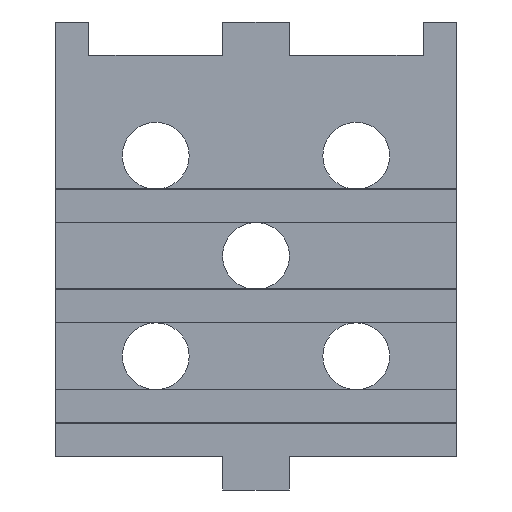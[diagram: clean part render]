
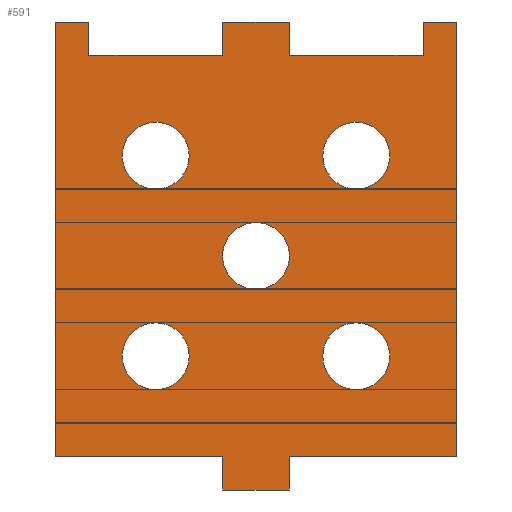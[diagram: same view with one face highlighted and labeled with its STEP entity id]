
A CAD part, front view. The second image highlights one B-rep face of the part: STEP entity #591.
In plain terms, the highlighted face is planar.
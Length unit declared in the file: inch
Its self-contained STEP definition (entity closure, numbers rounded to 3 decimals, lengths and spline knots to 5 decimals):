
#52=FACE_BOUND('',#129,.T.);
#53=FACE_BOUND('',#130,.T.);
#54=FACE_BOUND('',#131,.T.);
#55=FACE_BOUND('',#132,.T.);
#56=FACE_BOUND('',#133,.T.);
#58=CIRCLE('',#661,0.5);
#60=CIRCLE('',#664,0.5);
#62=CIRCLE('',#667,0.5);
#64=CIRCLE('',#670,0.5);
#66=CIRCLE('',#673,0.5);
#94=FACE_OUTER_BOUND('',#128,.T.);
#128=EDGE_LOOP('',(#500,#501,#502,#503,#504,#505,#506,#507,#508,#509,#510,
#511,#512,#513,#514,#515));
#129=EDGE_LOOP('',(#516));
#130=EDGE_LOOP('',(#517));
#131=EDGE_LOOP('',(#518));
#132=EDGE_LOOP('',(#519));
#133=EDGE_LOOP('',(#520));
#141=LINE('',#871,#206);
#146=LINE('',#880,#211);
#150=LINE('',#889,#215);
#153=LINE('',#895,#218);
#154=LINE('',#898,#219);
#162=LINE('',#934,#227);
#165=LINE('',#940,#230);
#168=LINE('',#946,#233);
#171=LINE('',#952,#236);
#174=LINE('',#958,#239);
#177=LINE('',#964,#242);
#180=LINE('',#970,#245);
#183=LINE('',#975,#248);
#187=LINE('',#982,#252);
#188=LINE('',#985,#253);
#191=LINE('',#990,#256);
#206=VECTOR('',#708,0.3937);
#211=VECTOR('',#715,0.3937);
#215=VECTOR('',#721,0.3937);
#218=VECTOR('',#726,0.3937);
#219=VECTOR('',#729,0.3937);
#227=VECTOR('',#769,0.3937);
#230=VECTOR('',#774,0.3937);
#233=VECTOR('',#779,0.3937);
#236=VECTOR('',#784,0.3937);
#239=VECTOR('',#789,0.3937);
#242=VECTOR('',#794,0.3937);
#245=VECTOR('',#799,0.3937);
#248=VECTOR('',#804,0.3937);
#252=VECTOR('',#810,0.3937);
#253=VECTOR('',#813,0.3937);
#256=VECTOR('',#818,0.3937);
#270=VERTEX_POINT('',#867);
#272=VERTEX_POINT('',#870);
#274=VERTEX_POINT('',#876);
#277=VERTEX_POINT('',#883);
#279=VERTEX_POINT('',#887);
#281=VERTEX_POINT('',#893);
#282=VERTEX_POINT('',#897);
#285=VERTEX_POINT('',#905);
#287=VERTEX_POINT('',#911);
#289=VERTEX_POINT('',#917);
#291=VERTEX_POINT('',#923);
#293=VERTEX_POINT('',#929);
#294=VERTEX_POINT('',#933);
#296=VERTEX_POINT('',#939);
#298=VERTEX_POINT('',#945);
#300=VERTEX_POINT('',#951);
#302=VERTEX_POINT('',#957);
#304=VERTEX_POINT('',#963);
#306=VERTEX_POINT('',#969);
#309=VERTEX_POINT('',#980);
#310=VERTEX_POINT('',#984);
#321=EDGE_CURVE('',#270,#272,#141,.T.);
#326=EDGE_CURVE('',#272,#274,#146,.T.);
#330=EDGE_CURVE('',#277,#279,#150,.T.);
#333=EDGE_CURVE('',#281,#279,#153,.T.);
#334=EDGE_CURVE('',#277,#282,#154,.T.);
#339=EDGE_CURVE('',#285,#285,#58,.T.);
#342=EDGE_CURVE('',#287,#287,#60,.T.);
#345=EDGE_CURVE('',#289,#289,#62,.T.);
#348=EDGE_CURVE('',#291,#291,#64,.T.);
#351=EDGE_CURVE('',#293,#293,#66,.T.);
#352=EDGE_CURVE('',#282,#294,#162,.T.);
#355=EDGE_CURVE('',#296,#281,#165,.T.);
#358=EDGE_CURVE('',#298,#296,#168,.T.);
#361=EDGE_CURVE('',#300,#298,#171,.T.);
#364=EDGE_CURVE('',#302,#300,#174,.T.);
#367=EDGE_CURVE('',#304,#302,#177,.T.);
#370=EDGE_CURVE('',#306,#304,#180,.T.);
#373=EDGE_CURVE('',#306,#274,#183,.T.);
#377=EDGE_CURVE('',#309,#270,#187,.T.);
#378=EDGE_CURVE('',#310,#309,#188,.T.);
#381=EDGE_CURVE('',#294,#310,#191,.T.);
#500=ORIENTED_EDGE('',*,*,#381,.F.);
#501=ORIENTED_EDGE('',*,*,#352,.F.);
#502=ORIENTED_EDGE('',*,*,#334,.F.);
#503=ORIENTED_EDGE('',*,*,#330,.T.);
#504=ORIENTED_EDGE('',*,*,#333,.F.);
#505=ORIENTED_EDGE('',*,*,#355,.F.);
#506=ORIENTED_EDGE('',*,*,#358,.F.);
#507=ORIENTED_EDGE('',*,*,#361,.F.);
#508=ORIENTED_EDGE('',*,*,#364,.F.);
#509=ORIENTED_EDGE('',*,*,#367,.F.);
#510=ORIENTED_EDGE('',*,*,#370,.F.);
#511=ORIENTED_EDGE('',*,*,#373,.T.);
#512=ORIENTED_EDGE('',*,*,#326,.F.);
#513=ORIENTED_EDGE('',*,*,#321,.F.);
#514=ORIENTED_EDGE('',*,*,#377,.F.);
#515=ORIENTED_EDGE('',*,*,#378,.F.);
#516=ORIENTED_EDGE('',*,*,#351,.F.);
#517=ORIENTED_EDGE('',*,*,#348,.F.);
#518=ORIENTED_EDGE('',*,*,#345,.F.);
#519=ORIENTED_EDGE('',*,*,#342,.F.);
#520=ORIENTED_EDGE('',*,*,#339,.F.);
#562=PLANE('',#686);
#591=ADVANCED_FACE('',(#94,#52,#53,#54,#55,#56),#562,.F.);
#661=AXIS2_PLACEMENT_3D('',#907,#737,#738);
#664=AXIS2_PLACEMENT_3D('',#913,#744,#745);
#667=AXIS2_PLACEMENT_3D('',#919,#751,#752);
#670=AXIS2_PLACEMENT_3D('',#925,#758,#759);
#673=AXIS2_PLACEMENT_3D('',#931,#765,#766);
#686=AXIS2_PLACEMENT_3D('',#993,#822,#823);
#708=DIRECTION('',(0.,-1.,0.));
#715=DIRECTION('',(1.,0.,0.));
#721=DIRECTION('',(0.,-1.,0.));
#726=DIRECTION('',(1.,0.,0.));
#729=DIRECTION('',(1.,0.,0.));
#737=DIRECTION('center_axis',(0.,0.,-1.));
#738=DIRECTION('ref_axis',(-1.,0.,0.));
#744=DIRECTION('center_axis',(0.,0.,-1.));
#745=DIRECTION('ref_axis',(-1.,0.,0.));
#751=DIRECTION('center_axis',(0.,0.,-1.));
#752=DIRECTION('ref_axis',(-1.,0.,0.));
#758=DIRECTION('center_axis',(0.,0.,-1.));
#759=DIRECTION('ref_axis',(-1.,0.,0.));
#765=DIRECTION('center_axis',(0.,0.,-1.));
#766=DIRECTION('ref_axis',(-1.,0.,0.));
#769=DIRECTION('',(0.,-1.,0.));
#774=DIRECTION('',(0.,-1.,0.));
#779=DIRECTION('',(-1.,0.,0.));
#784=DIRECTION('',(0.,-1.,0.));
#789=DIRECTION('',(-1.,0.,0.));
#794=DIRECTION('',(0.,1.,0.));
#799=DIRECTION('',(-1.,0.,0.));
#804=DIRECTION('',(0.,-1.,0.));
#810=DIRECTION('',(1.,0.,0.));
#813=DIRECTION('',(0.,1.,0.));
#818=DIRECTION('',(1.,0.,0.));
#822=DIRECTION('center_axis',(0.,0.,1.));
#823=DIRECTION('ref_axis',(1.,0.,0.));
#867=CARTESIAN_POINT('',(5.5,0.,0.));
#870=CARTESIAN_POINT('',(5.5,-0.5,0.));
#871=CARTESIAN_POINT('',(5.5,0.,0.));
#876=CARTESIAN_POINT('',(6.,-0.5,0.));
#880=CARTESIAN_POINT('',(5.5,-0.5,0.));
#883=CARTESIAN_POINT('',(0.5,0.,0.));
#887=CARTESIAN_POINT('',(0.5,-0.5,0.));
#889=CARTESIAN_POINT('',(0.5,0.,0.));
#893=CARTESIAN_POINT('',(0.,-0.5,0.));
#895=CARTESIAN_POINT('',(0.,-0.5,0.));
#897=CARTESIAN_POINT('',(2.5,0.,0.));
#898=CARTESIAN_POINT('',(0.,0.,0.));
#905=CARTESIAN_POINT('',(5.,1.5,0.));
#907=CARTESIAN_POINT('Origin',(4.5,1.5,0.));
#911=CARTESIAN_POINT('',(5.,4.5,0.));
#913=CARTESIAN_POINT('Origin',(4.5,4.5,0.));
#917=CARTESIAN_POINT('',(3.5,3.,0.));
#919=CARTESIAN_POINT('Origin',(3.,3.,0.));
#923=CARTESIAN_POINT('',(2.,4.5,0.));
#925=CARTESIAN_POINT('Origin',(1.5,4.5,0.));
#929=CARTESIAN_POINT('',(2.,1.5,0.));
#931=CARTESIAN_POINT('Origin',(1.5,1.5,0.));
#933=CARTESIAN_POINT('',(2.5,-0.5,0.));
#934=CARTESIAN_POINT('',(2.5,6.,0.));
#939=CARTESIAN_POINT('',(0.,6.,0.));
#940=CARTESIAN_POINT('',(0.,6.,0.));
#945=CARTESIAN_POINT('',(2.5,6.,0.));
#946=CARTESIAN_POINT('',(2.5,6.,0.));
#951=CARTESIAN_POINT('',(2.5,6.5,0.));
#952=CARTESIAN_POINT('',(2.5,6.5,0.));
#957=CARTESIAN_POINT('',(3.5,6.5,0.));
#958=CARTESIAN_POINT('',(3.5,6.5,0.));
#963=CARTESIAN_POINT('',(3.5,6.,0.));
#964=CARTESIAN_POINT('',(3.5,6.,0.));
#969=CARTESIAN_POINT('',(6.,6.,0.));
#970=CARTESIAN_POINT('',(6.,6.,0.));
#975=CARTESIAN_POINT('',(6.,0.,0.));
#980=CARTESIAN_POINT('',(3.5,0.,0.));
#982=CARTESIAN_POINT('',(0.,0.,0.));
#984=CARTESIAN_POINT('',(3.5,-0.5,0.));
#985=CARTESIAN_POINT('',(3.5,-0.5,0.));
#990=CARTESIAN_POINT('',(2.5,-0.5,0.));
#993=CARTESIAN_POINT('Origin',(3.,3.,0.));
